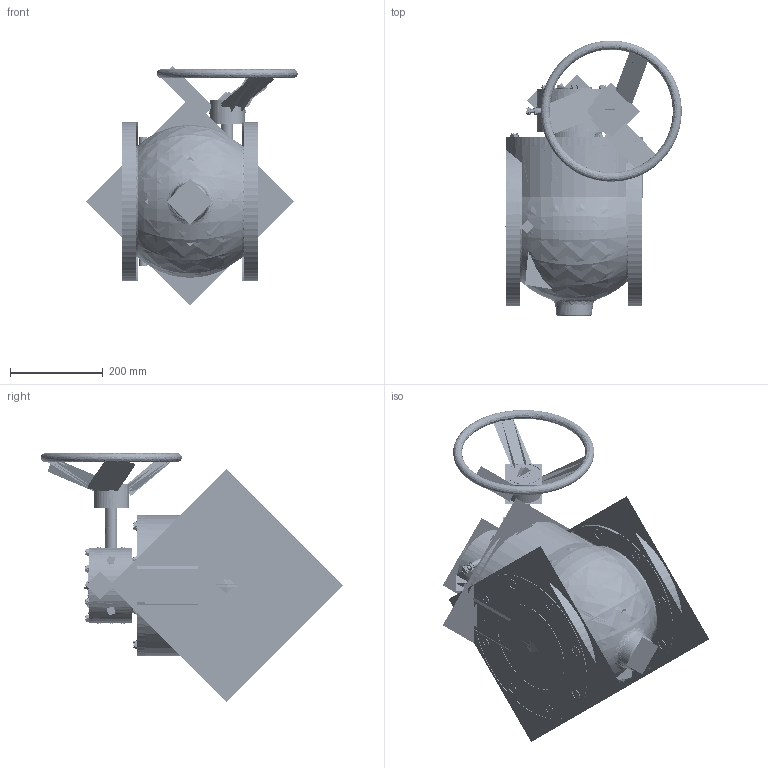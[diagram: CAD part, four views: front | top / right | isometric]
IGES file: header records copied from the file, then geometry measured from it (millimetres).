
Start section:  PTC IGES file: plug_flxfl-8in-handwheel_asm.igs
Global section: file name: plug_flxfl-8in-handwheel_asm.igs; native system: Creo Parametric by Parametric Technology Corporation; preprocessor: 2013050; author: HAPPY; organization: Unknown; date: 20170128.154129; units: inch
Bounding box: 456.97 x 653.92 x 545.35 mm (x, y, z)
Volume: 16235611.8 mm3; surface area: 9199798.7 mm2
Topology: 70 solids, 70 shells, 3268 faces, 16093 edges, 20356 vertices
Faces by surface type: revolution 1980, bspline 1182, extrusion 106
